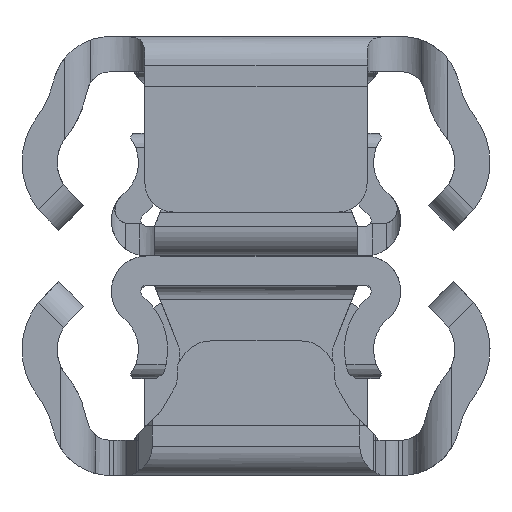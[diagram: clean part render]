
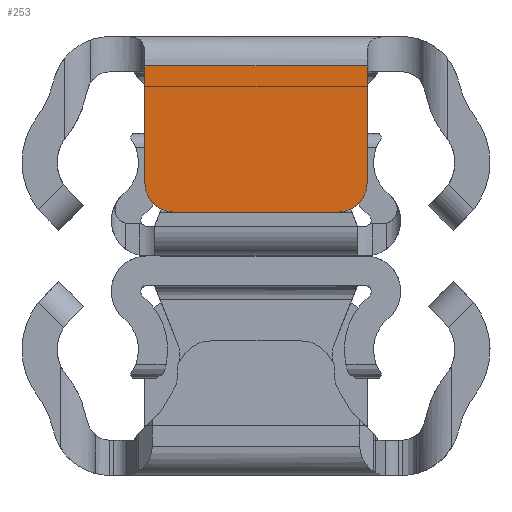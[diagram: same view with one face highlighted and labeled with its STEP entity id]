
A CAD part, left-side view. The second image highlights one B-rep face of the part: STEP entity #253.
In plain terms, the highlighted face is planar.
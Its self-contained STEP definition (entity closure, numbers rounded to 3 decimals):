
#20 = EDGE_CURVE ( 'NONE', #2036, #115, #3399, .T. ) ;
#35 = DIRECTION ( 'NONE',  ( 1., 0., 0. ) ) ;
#79 = CARTESIAN_POINT ( 'NONE',  ( 150., 3.8, -1.8 ) ) ;
#115 = VERTEX_POINT ( 'NONE', #957 ) ;
#135 = ORIENTED_EDGE ( 'NONE', *, *, #3395, .F. ) ;
#233 = CARTESIAN_POINT ( 'NONE',  ( 150., -3.8, -1.8 ) ) ;
#253 = ADVANCED_FACE ( 'NONE', ( #1053 ), #4241, .T. ) ;
#329 = VERTEX_POINT ( 'NONE', #4546 ) ;
#373 = CARTESIAN_POINT ( 'NONE',  ( 150., 2.8, 6. ) ) ;
#376 = AXIS2_PLACEMENT_3D ( 'NONE', #4606, #5103, #2346 ) ;
#384 = DIRECTION ( 'NONE',  ( 0., 0., -1. ) ) ;
#418 = EDGE_CURVE ( 'NONE', #952, #1122, #4806, .T. ) ;
#433 = CARTESIAN_POINT ( 'NONE',  ( 150., 3.8, 1.2 ) ) ;
#449 = CARTESIAN_POINT ( 'NONE',  ( 150., -3.8, 1.2 ) ) ;
#628 = DIRECTION ( 'NONE',  ( 0., 0., 1. ) ) ;
#679 = CARTESIAN_POINT ( 'NONE',  ( 150., 3.8, 1.2 ) ) ;
#952 = VERTEX_POINT ( 'NONE', #1247 ) ;
#957 = CARTESIAN_POINT ( 'NONE',  ( 150., 3.8, 1. ) ) ;
#978 = VERTEX_POINT ( 'NONE', #373 ) ;
#1018 = VECTOR ( 'NONE', #1857, 1000. ) ;
#1053 = FACE_OUTER_BOUND ( 'NONE', #2921, .T. ) ;
#1122 = VERTEX_POINT ( 'NONE', #449 ) ;
#1214 = EDGE_CURVE ( 'NONE', #978, #329, #4079, .T. ) ;
#1247 = CARTESIAN_POINT ( 'NONE',  ( 150., -3.8, 5. ) ) ;
#1279 = VECTOR ( 'NONE', #3199, 1000. ) ;
#1352 = CARTESIAN_POINT ( 'NONE',  ( 150., -3.8, 1. ) ) ;
#1360 = CARTESIAN_POINT ( 'NONE',  ( 150., 3.8, 5. ) ) ;
#1766 = VECTOR ( 'NONE', #4750, 1000. ) ;
#1805 = CARTESIAN_POINT ( 'NONE',  ( 150., -2.8, 5. ) ) ;
#1857 = DIRECTION ( 'NONE',  ( 0., 0., -1. ) ) ;
#1905 = ORIENTED_EDGE ( 'NONE', *, *, #4939, .F. ) ;
#2036 = VERTEX_POINT ( 'NONE', #1352 ) ;
#2098 = EDGE_CURVE ( 'NONE', #3231, #978, #5647, .T. ) ;
#2314 = LINE ( 'NONE', #79, #1018 ) ;
#2346 = DIRECTION ( 'NONE',  ( 0., 0., -1. ) ) ;
#2380 = VECTOR ( 'NONE', #3281, 1000. ) ;
#2633 = DIRECTION ( 'NONE',  ( 1., 0., 0. ) ) ;
#2640 = EDGE_CURVE ( 'NONE', #329, #952, #3958, .T. ) ;
#2921 = EDGE_LOOP ( 'NONE', ( #1905, #3461, #135, #5235, #3161, #4425, #4135, #4966 ) ) ;
#3049 = VECTOR ( 'NONE', #628, 1000. ) ;
#3086 = DIRECTION ( 'NONE',  ( 0., 0., -1. ) ) ;
#3161 = ORIENTED_EDGE ( 'NONE', *, *, #2098, .T. ) ;
#3199 = DIRECTION ( 'NONE',  ( 0., -1., 0. ) ) ;
#3231 = VERTEX_POINT ( 'NONE', #1360 ) ;
#3281 = DIRECTION ( 'NONE',  ( 0., 0., 1. ) ) ;
#3395 = EDGE_CURVE ( 'NONE', #5678, #115, #2314, .T. ) ;
#3399 = LINE ( 'NONE', #3455, #5651 ) ;
#3455 = CARTESIAN_POINT ( 'NONE',  ( 150., 3.8, 1. ) ) ;
#3461 = ORIENTED_EDGE ( 'NONE', *, *, #20, .T. ) ;
#3958 = CIRCLE ( 'NONE', #4880, 1. ) ;
#4079 = LINE ( 'NONE', #5003, #1279 ) ;
#4111 = LINE ( 'NONE', #233, #3049 ) ;
#4135 = ORIENTED_EDGE ( 'NONE', *, *, #2640, .T. ) ;
#4241 = PLANE ( 'NONE',  #376 ) ;
#4403 = DIRECTION ( 'NONE',  ( 0., 1., 0. ) ) ;
#4425 = ORIENTED_EDGE ( 'NONE', *, *, #1214, .T. ) ;
#4523 = AXIS2_PLACEMENT_3D ( 'NONE', #4934, #35, #3086 ) ;
#4546 = CARTESIAN_POINT ( 'NONE',  ( 150., -2.8, 6. ) ) ;
#4606 = CARTESIAN_POINT ( 'NONE',  ( 150., -4.983, 2. ) ) ;
#4738 = EDGE_CURVE ( 'NONE', #5678, #3231, #5474, .T. ) ;
#4750 = DIRECTION ( 'NONE',  ( 0., 0., -1. ) ) ;
#4806 = LINE ( 'NONE', #5261, #1766 ) ;
#4880 = AXIS2_PLACEMENT_3D ( 'NONE', #1805, #2633, #384 ) ;
#4934 = CARTESIAN_POINT ( 'NONE',  ( 150., 2.8, 5. ) ) ;
#4939 = EDGE_CURVE ( 'NONE', #2036, #1122, #4111, .T. ) ;
#4966 = ORIENTED_EDGE ( 'NONE', *, *, #418, .T. ) ;
#5003 = CARTESIAN_POINT ( 'NONE',  ( 150., 2.8, 6. ) ) ;
#5103 = DIRECTION ( 'NONE',  ( 1., 0., 0. ) ) ;
#5235 = ORIENTED_EDGE ( 'NONE', *, *, #4738, .T. ) ;
#5261 = CARTESIAN_POINT ( 'NONE',  ( 150., -3.8, 1.2 ) ) ;
#5474 = LINE ( 'NONE', #679, #2380 ) ;
#5647 = CIRCLE ( 'NONE', #4523, 1. ) ;
#5651 = VECTOR ( 'NONE', #4403, 1000. ) ;
#5678 = VERTEX_POINT ( 'NONE', #433 ) ;
